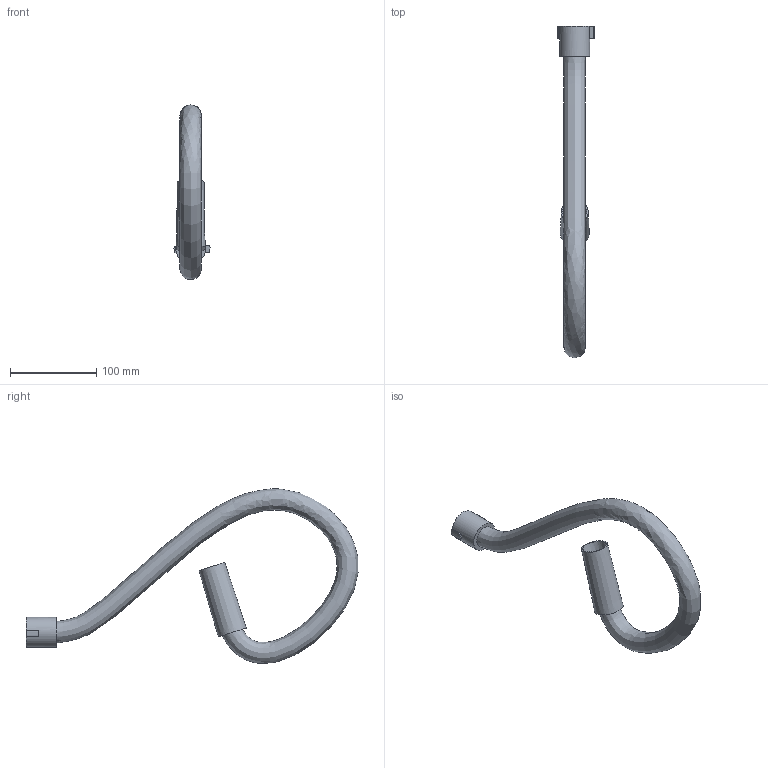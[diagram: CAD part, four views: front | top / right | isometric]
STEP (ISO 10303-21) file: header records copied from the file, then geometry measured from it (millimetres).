
FILE_DESCRIPTION( ( '' ), ' ' );
FILE_NAME( '5af30110d0291b0fac88f840.step', '2018-05-09T14:09:21', ( '' ), ( '' ), ' ', ' ', ' ' );
FILE_SCHEMA( ( 'AUTOMOTIVE_DESIGN { 1 0 10303 214 1 1 1 1 }' ) );
Length unit declared in the file: metre
Products named in the file (3): Part 3; Part 2; Part 1
Bounding box: 41.83 x 385.58 x 202.54 mm (x, y, z)
Volume: 343052.2 mm3; surface area: 73154 mm2
Topology: 3 solids, 3 shells, 27 faces, 63 edges, 42 vertices
Faces by surface type: plane 18, cylinder 6, cone 2, bspline 1
Full cylindrical faces by diameter (mm): 25 x1, 34.836 x1
Entity records: 1399 total; most frequent: CARTESIAN_POINT 531, DIRECTION 138, ORIENTED_EDGE 112, EDGE_CURVE 56, AXIS2_PLACEMENT_3D 53, VERTEX_POINT 40, EDGE_LOOP 36, LINE 32
